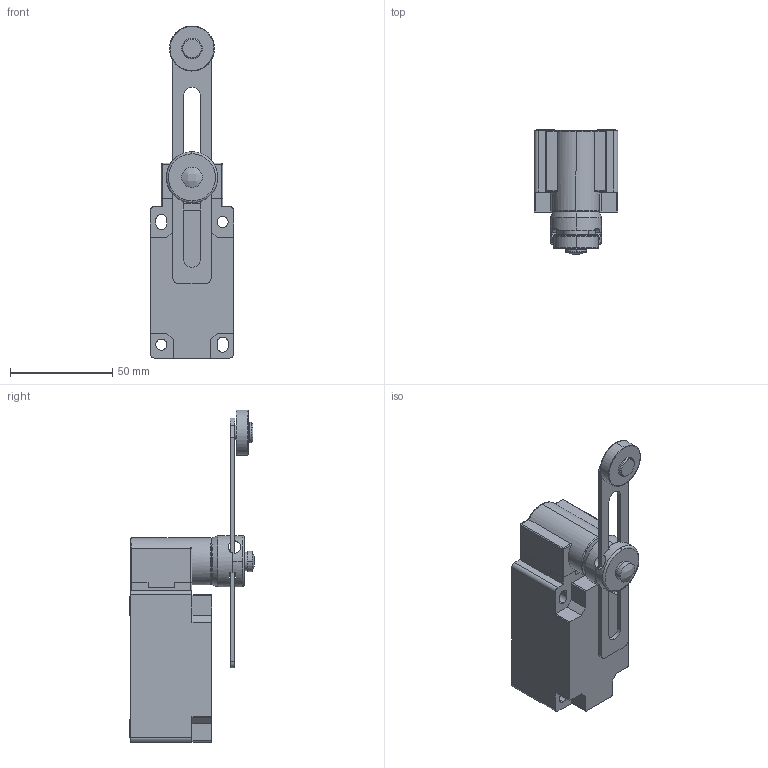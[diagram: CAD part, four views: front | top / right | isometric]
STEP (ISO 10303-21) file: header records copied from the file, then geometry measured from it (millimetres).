
FILE_DESCRIPTION (( 'STEP AP214' ), '1' );
FILE_NAME ('ABP2H51Z11.step', '2017-12-19T21:09:32', ( '' ), ( '' ), 'SwSTEP 2.0', 'SolidWorks 2017', '' );
FILE_SCHEMA (( 'AUTOMOTIVE_DESIGN' ));
Length unit declared in the file: inch
Products named in the file (1): ABP2H51Z11
Bounding box: 41 x 61 x 162.3 mm (x, y, z)
Volume: 145568.3 mm3; surface area: 32439.6 mm2
Topology: 7 solids, 7 shells, 248 faces, 646 edges, 421 vertices
Faces by surface type: plane 135, cylinder 91, bspline 16, cone 6
Entity records: 11462 total; most frequent: CARTESIAN_POINT 1922, DIRECTION 1319, ORIENTED_EDGE 1286, EDGE_CURVE 643, AXIS2_PLACEMENT_3D 462, VERTEX_POINT 421, LINE 395, VECTOR 395
